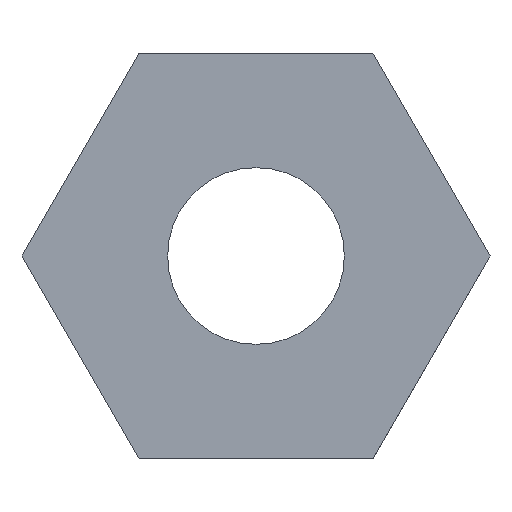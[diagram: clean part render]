
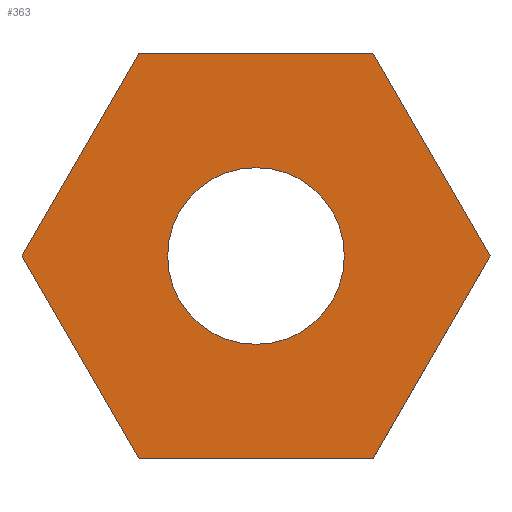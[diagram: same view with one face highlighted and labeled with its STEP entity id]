
A CAD part, front view. The second image highlights one B-rep face of the part: STEP entity #363.
In plain terms, the highlighted planar face has unit normal (0, -1, 0).
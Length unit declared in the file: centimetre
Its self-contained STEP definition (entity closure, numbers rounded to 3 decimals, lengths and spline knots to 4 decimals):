
#17=FACE_BOUND('',#59,.T.);
#19=CIRCLE('',#396,0.3);
#38=FACE_OUTER_BOUND('',#58,.T.);
#58=EDGE_LOOP('',(#320,#321,#322,#323,#324,#325));
#59=EDGE_LOOP('',(#326));
#68=LINE('',#509,#114);
#73=LINE('',#518,#119);
#76=LINE('',#524,#122);
#101=LINE('',#574,#147);
#103=LINE('',#578,#149);
#105=LINE('',#586,#151);
#114=VECTOR('',#413,1.);
#119=VECTOR('',#420,1.);
#122=VECTOR('',#425,1.);
#147=VECTOR('',#470,1.);
#149=VECTOR('',#474,1.);
#151=VECTOR('',#486,1.);
#159=VERTEX_POINT('',#506);
#160=VERTEX_POINT('',#508);
#163=VERTEX_POINT('',#516);
#165=VERTEX_POINT('',#522);
#180=VERTEX_POINT('',#572);
#181=VERTEX_POINT('',#576);
#182=VERTEX_POINT('',#582);
#191=EDGE_CURVE('',#160,#159,#68,.T.);
#196=EDGE_CURVE('',#159,#163,#73,.T.);
#199=EDGE_CURVE('',#163,#165,#76,.T.);
#225=EDGE_CURVE('',#165,#180,#101,.T.);
#227=EDGE_CURVE('',#180,#181,#103,.T.);
#228=EDGE_CURVE('',#182,#182,#19,.T.);
#230=EDGE_CURVE('',#181,#160,#105,.T.);
#320=ORIENTED_EDGE('',*,*,#230,.T.);
#321=ORIENTED_EDGE('',*,*,#191,.T.);
#322=ORIENTED_EDGE('',*,*,#196,.T.);
#323=ORIENTED_EDGE('',*,*,#199,.T.);
#324=ORIENTED_EDGE('',*,*,#225,.T.);
#325=ORIENTED_EDGE('',*,*,#227,.T.);
#326=ORIENTED_EDGE('',*,*,#228,.T.);
#344=PLANE('',#398);
#363=ADVANCED_FACE('',(#38,#17),#344,.F.);
#396=AXIS2_PLACEMENT_3D('',#583,#481,#482);
#398=AXIS2_PLACEMENT_3D('',#587,#487,#488);
#413=DIRECTION('',(0.5,0.,0.866));
#420=DIRECTION('',(-0.5,0.,0.866));
#425=DIRECTION('',(-1.,0.,0.));
#470=DIRECTION('',(-0.5,0.,-0.866));
#474=DIRECTION('',(0.5,0.,-0.866));
#481=DIRECTION('center_axis',(0.,1.,0.));
#482=DIRECTION('ref_axis',(-1.,0.,0.));
#486=DIRECTION('',(1.,0.,0.));
#487=DIRECTION('center_axis',(0.,1.,0.));
#488=DIRECTION('ref_axis',(-1.,0.,0.));
#506=CARTESIAN_POINT('',(0.7946,1.6,0.));
#508=CARTESIAN_POINT('',(0.3973,1.6,-0.6881));
#509=CARTESIAN_POINT('',(0.7946,1.6,0.));
#516=CARTESIAN_POINT('',(0.3973,1.6,0.6881));
#518=CARTESIAN_POINT('',(0.3973,1.6,0.6881));
#522=CARTESIAN_POINT('',(-0.3973,1.6,0.6881));
#524=CARTESIAN_POINT('',(-0.3973,1.6,0.6881));
#572=CARTESIAN_POINT('',(-0.7946,1.6,0.));
#574=CARTESIAN_POINT('',(-0.7946,1.6,0.));
#576=CARTESIAN_POINT('',(-0.3973,1.6,-0.6881));
#578=CARTESIAN_POINT('',(-0.3973,1.6,-0.6881));
#582=CARTESIAN_POINT('',(0.3,1.6,0.));
#583=CARTESIAN_POINT('Origin',(0.,1.6,0.));
#586=CARTESIAN_POINT('',(0.3973,1.6,-0.6881));
#587=CARTESIAN_POINT('Origin',(0.,1.6,0.));
